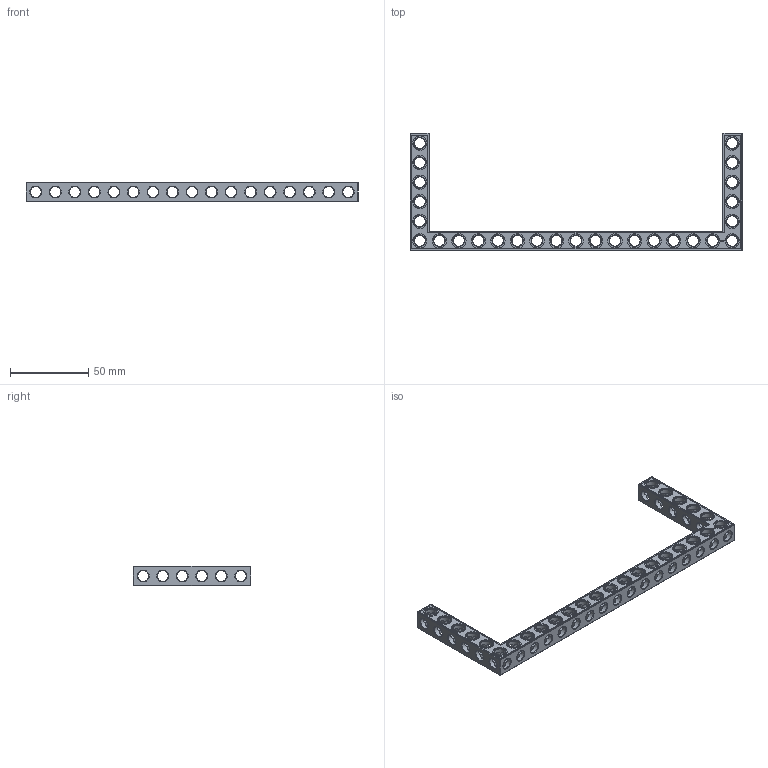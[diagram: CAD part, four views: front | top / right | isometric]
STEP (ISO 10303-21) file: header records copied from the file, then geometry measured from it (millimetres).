
FILE_DESCRIPTION(('FreeCAD Model'),'2;1');
FILE_NAME('Open CASCADE Shape Model','2022-03-06T17:27:43',('Author'),( ''),'Open CASCADE STEP processor 7.5','FreeCAD','Unknown');
FILE_SCHEMA(('AUTOMOTIVE_DESIGN { 1 0 10303 214 1 1 1 1 }'));
Products named in the file (1): Beam AGD ESS USH SYM BU17x06x01 - SPN-BEM-0579 (stemfie.org)
Bounding box: 212.5 x 75 x 12.5 mm (x, y, z)
Volume: 26372.1 mm3; surface area: 23618.8 mm2
Topology: 1 solids, 1 shells, 830 faces, 2502 edges, 1626 vertices
Faces by surface type: plane 399, cylinder 163, extrusion 158, cone 110
Full cylindrical faces by diameter (mm): 6.98 x14, 7 x122, 9.2 x27
Entity records: 117709 total; most frequent: CARTESIAN_POINT 70680, DIRECTION 7714, ORIENTED_EDGE 5004, PCURVE 5004, DEFINITIONAL_REPRESENTATION 5004, VECTOR 4927, LINE 4769, EDGE_CURVE 2502
